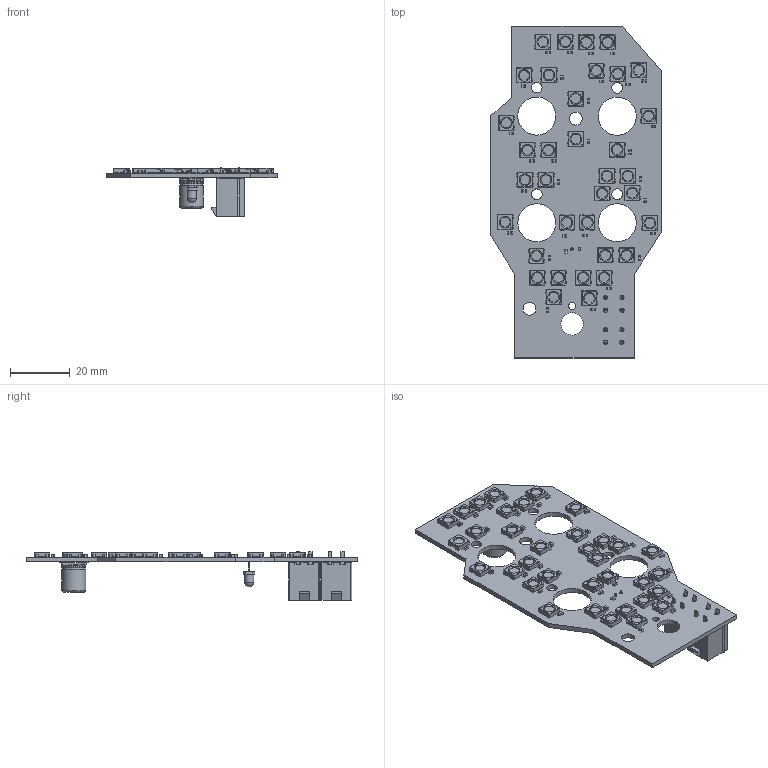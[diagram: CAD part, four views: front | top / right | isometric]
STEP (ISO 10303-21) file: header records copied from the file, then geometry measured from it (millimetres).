
FILE_DESCRIPTION(('KiCad electronic assembly'),'2;1');
FILE_NAME('SIM PWR PCB V3.step','2021-10-09T19:17:38',('An Author'),( 'A Company'),'Open CASCADE STEP processor 6.9', 'KiCad to STEP converter','Unknown');
FILE_SCHEMA(('AUTOMOTIVE_DESIGN { 1 0 10303 214 1 1 1 1 }'));
Length unit declared in the file: millimetre
Products named in the file (14): Open CASCADE STEP translator 6.9 1; 39281043; SOLID; C_0603_1608Metric; LED_WS2812B_PLCC4_5.0x5.0mm_P3.2mm; R_0603_1608Metric; LED_D3.0mm; CP_Elec_8x10; COMPOUND
Assembly tree (76 placements, depth 3):
  Open CASCADE STEP translator 6.9 1
    39281043  x2
      SOLID
    C_0603_1608Metric  x29
      SOLID
    LED_WS2812B_PLCC4_5.0x5.0mm_P3.2mm  x35
      SOLID
    R_0603_1608Metric
      SOLID
    LED_D3.0mm
      SOLID
    CP_Elec_8x10
      SOLID
    COMPOUND
Bounding box: 57 x 111 x 16.3 mm (x, y, z)
Volume: 10945.1 mm3; surface area: 17271.6 mm2
Topology: 70 solids, 70 shells, 3568 faces, 10116 edges, 6667 vertices
Faces by surface type: plane 2363, cylinder 1162, cone 35, torus 4, bspline 2, sphere 1, revolution 1
Full cylindrical faces by diameter (mm): 0.9 x2, 1.4 x8, 2.38 x1, 3 x1, 3.333 x35, 3.572 x4, 4.3 x2, 7.54 x1, 8 x2, 12.7 x4
Entity records: 25726 total; most frequent: CARTESIAN_POINT 5109, DIRECTION 3636, LINE 2424, VECTOR 2424, ORIENTED_EDGE 1848, PCURVE 1848, DEFINITIONAL_REPRESENTATION 1848, EDGE_CURVE 924
